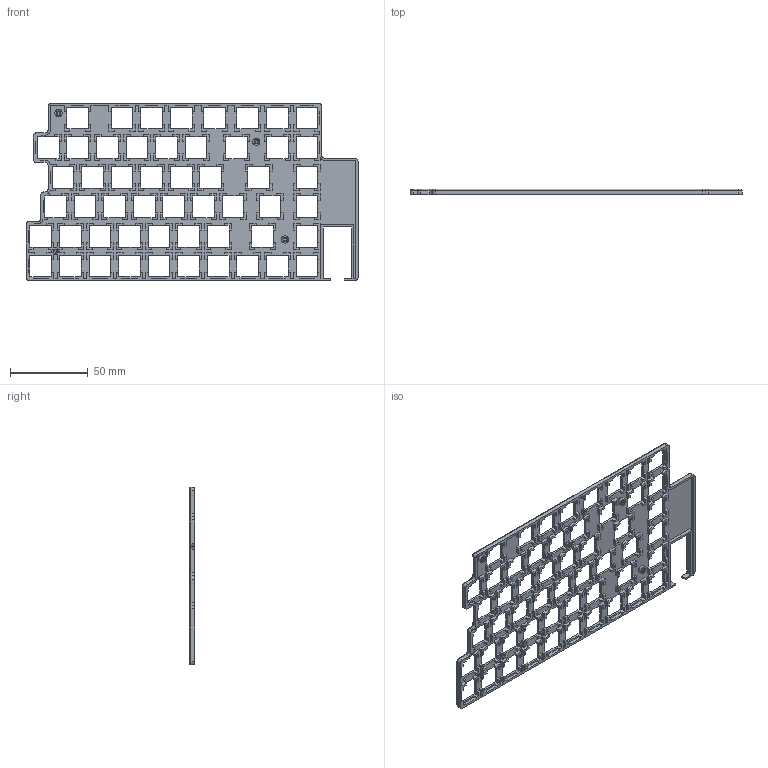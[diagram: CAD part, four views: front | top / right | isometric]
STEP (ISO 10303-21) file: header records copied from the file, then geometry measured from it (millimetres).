
FILE_DESCRIPTION(/* description */ ('Alibre Inc.'),/* implementation_level */ '2;1');
FILE_NAME(/* name */ 'export-F3377941-13BD-4796-8EE2-BC5967D3F4A0',/* time_stamp */ '2024-10-20T11:05:18+09:00',/* author */ (''),/* organization */ (''),/* preprocessor_version */ 'ST-DEVELOPER v17',/* originating_system */ 'Alibre',/* authorisation */ '');
FILE_SCHEMA (('CONFIG_CONTROL_DESIGN'));
Length unit declared in the file: centimetre
Bounding box: 213.92 x 3.55 x 114.3 mm (x, y, z)
Volume: 23781.4 mm3; surface area: 38493.5 mm2
Topology: 1 solids, 1 shells, 1349 faces, 4057 edges, 2694 vertices
Faces by surface type: plane 1283, cylinder 48, torus 14, cone 4
Full cylindrical faces by diameter (mm): 1.8 x4, 4.7 x3
Entity records: 42981 total; most frequent: ORIENTED_EDGE 8092, CARTESIAN_POINT 7933, DIRECTION 5396, EDGE_CURVE 4046, VECTOR 3855, LINE 3855, VERTEX_POINT 2694, EDGE_LOOP 1450
